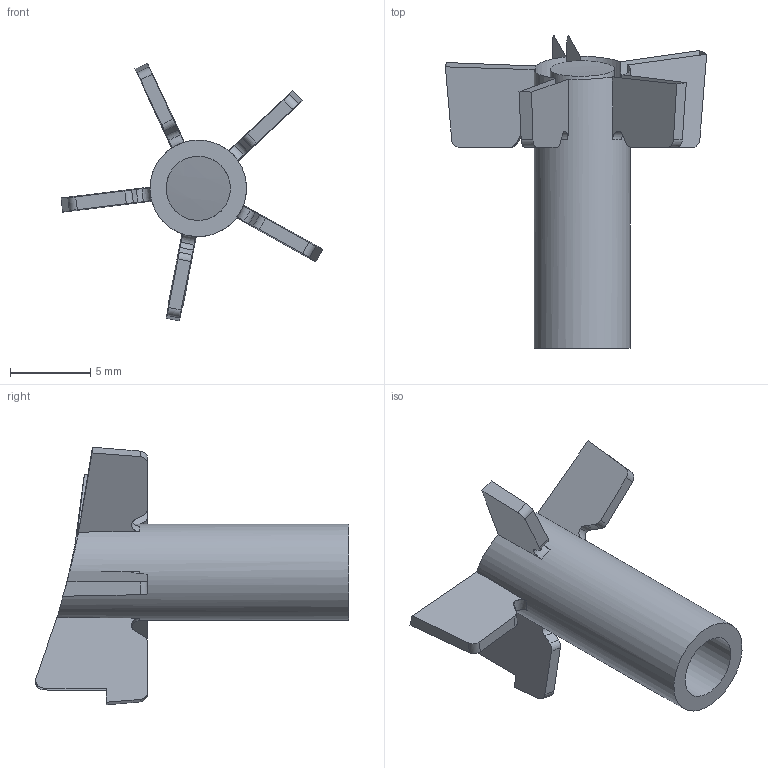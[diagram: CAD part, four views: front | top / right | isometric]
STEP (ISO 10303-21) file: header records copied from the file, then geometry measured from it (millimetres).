
FILE_DESCRIPTION(('Open CASCADE Model'),'2;1');
FILE_NAME('Open CASCADE Shape Model','2025-10-21T21:37:34',('Author'),( 'Open CASCADE'),'Open CASCADE STEP processor 7.7','Open CASCADE 7.7' ,'Unknown');
FILE_SCHEMA(('AUTOMOTIVE_DESIGN { 1 0 10303 214 1 1 1 1 }'));
Length unit declared in the file: millimetre
Products named in the file (50): Open CASCADE STEP translator 7.7 4; Open CASCADE STEP translator 7.7 4.1; Open CASCADE STEP translator 7.7 4.2; Open CASCADE STEP translator 7.7 4.3; Open CASCADE STEP translator 7.7 4.4; Open CASCADE STEP translator 7.7 4.5; Open CASCADE STEP translator 7.7 4.6; Open CASCADE STEP translator 7.7 4.7; Open CASCADE STEP translator 7.7 4.8; Open CASCADE STEP translator 7.7 4.9; Open CASCADE STEP translator 7.7 4.10; Open CASCADE STEP translator 7.7 4.11; Open CASCADE STEP translator 7.7 4.12; Open CASCADE STEP translator 7.7 4.13; Open CASCADE STEP translator 7.7 4.14; Open CASCADE STEP translator 7.7 4.15; Open CASCADE STEP translator 7.7 4.16; Open CASCADE STEP translator 7.7 4.17; Open CASCADE STEP translator 7.7 4.18; Open CASCADE STEP translator 7.7 4.19; Open CASCADE STEP translator 7.7 4.20; Open CASCADE STEP translator 7.7 4.21; Open CASCADE STEP translator 7.7 4.22; Open CASCADE STEP translator 7.7 4.23; Open CASCADE STEP translator 7.7 4.24; Open CASCADE STEP translator 7.7 4.25; Open CASCADE STEP translator 7.7 4.26; Open CASCADE STEP translator 7.7 4.27; Open CASCADE STEP translator 7.7 4.28; Open CASCADE STEP translator 7.7 4.29; Open CASCADE STEP translator 7.7 4.30; Open CASCADE STEP translator 7.7 4.31; Open CASCADE STEP translator 7.7 4.32; Open CASCADE STEP translator 7.7 4.33; Open CASCADE STEP translator 7.7 4.34; Open CASCADE STEP translator 7.7 4.35; Open CASCADE STEP translator 7.7 4.36; Open CASCADE STEP translator 7.7 4.37; Open CASCADE STEP translator 7.7 4.38; Open CASCADE STEP translator 7.7 4.39 ...
Assembly tree (49 placements, depth 2):
  Open CASCADE STEP translator 7.7 4
    Open CASCADE STEP translator 7.7 4.1
    Open CASCADE STEP translator 7.7 4.2
    Open CASCADE STEP translator 7.7 4.3
    Open CASCADE STEP translator 7.7 4.4
    Open CASCADE STEP translator 7.7 4.5
    Open CASCADE STEP translator 7.7 4.6
    Open CASCADE STEP translator 7.7 4.7
    Open CASCADE STEP translator 7.7 4.8
    Open CASCADE STEP translator 7.7 4.9
    Open CASCADE STEP translator 7.7 4.10
    Open CASCADE STEP translator 7.7 4.11
    Open CASCADE STEP translator 7.7 4.12
    Open CASCADE STEP translator 7.7 4.13
    Open CASCADE STEP translator 7.7 4.14
    Open CASCADE STEP translator 7.7 4.15
    Open CASCADE STEP translator 7.7 4.16
    Open CASCADE STEP translator 7.7 4.17
    Open CASCADE STEP translator 7.7 4.18
    Open CASCADE STEP translator 7.7 4.19
    Open CASCADE STEP translator 7.7 4.20
    Open CASCADE STEP translator 7.7 4.21
    Open CASCADE STEP translator 7.7 4.22
    Open CASCADE STEP translator 7.7 4.23
    Open CASCADE STEP translator 7.7 4.24
    Open CASCADE STEP translator 7.7 4.25
    Open CASCADE STEP translator 7.7 4.26
    Open CASCADE STEP translator 7.7 4.27
    Open CASCADE STEP translator 7.7 4.28
    Open CASCADE STEP translator 7.7 4.29
    Open CASCADE STEP translator 7.7 4.30
    Open CASCADE STEP translator 7.7 4.31
    Open CASCADE STEP translator 7.7 4.32
    Open CASCADE STEP translator 7.7 4.33
    Open CASCADE STEP translator 7.7 4.34
    Open CASCADE STEP translator 7.7 4.35
    Open CASCADE STEP translator 7.7 4.36
    Open CASCADE STEP translator 7.7 4.37
    Open CASCADE STEP translator 7.7 4.38
    Open CASCADE STEP translator 7.7 4.39
    Open CASCADE STEP translator 7.7 4.40
    Open CASCADE STEP translator 7.7 4.41
    Open CASCADE STEP translator 7.7 4.42
    Open CASCADE STEP translator 7.7 4.43
    Open CASCADE STEP translator 7.7 4.44
    Open CASCADE STEP translator 7.7 4.45
    Open CASCADE STEP translator 7.7 4.46
    Open CASCADE STEP translator 7.7 4.47
    Open CASCADE STEP translator 7.7 4.48
    Open CASCADE STEP translator 7.7 4.49
Bounding box: 16.25 x 19.46 x 16.02 mm (x, y, z)
Surface area: 845.7 mm2 (no closed solid volume)
Topology: 0 solids, 49 shells, 49 faces, 268 edges, 266 vertices
Faces by surface type: plane 21, torus 15, cylinder 7, cone 5, bspline 1
Full cylindrical faces by diameter (mm): 4 x1, 6 x1
Entity records: 6998 total; most frequent: CARTESIAN_POINT 2892, DIRECTION 584, ORIENTED_EDGE 270, PCURVE 270, DEFINITIONAL_REPRESENTATION 270, EDGE_CURVE 268, VERTEX_POINT 266, SURFACE_CURVE 266
